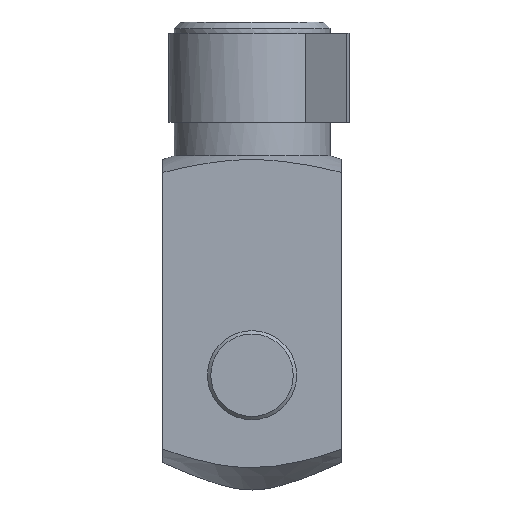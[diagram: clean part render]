
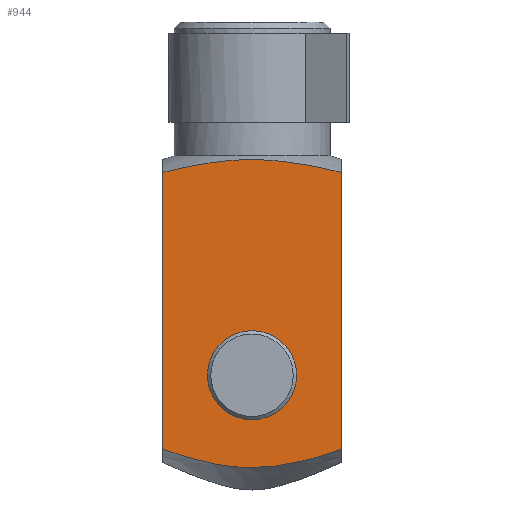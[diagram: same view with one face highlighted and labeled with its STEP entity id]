
A CAD part, front view. The second image highlights one B-rep face of the part: STEP entity #944.
In plain terms, the highlighted planar face has unit normal (0, -1, 0).
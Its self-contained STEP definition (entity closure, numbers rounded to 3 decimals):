
#16=(
BOUNDED_CURVE()
B_SPLINE_CURVE(2,(#1520,#1521,#1522),.UNSPECIFIED.,.F.,.F.)
B_SPLINE_CURVE_WITH_KNOTS((3,3),(0.,1.617),.UNSPECIFIED.)
CURVE()
GEOMETRIC_REPRESENTATION_ITEM()
RATIONAL_B_SPLINE_CURVE((1.,1.414,1.))
REPRESENTATION_ITEM('')
);
#27=(
BOUNDED_CURVE()
B_SPLINE_CURVE(2,(#1597,#1598,#1599),.UNSPECIFIED.,.F.,.F.)
B_SPLINE_CURVE_WITH_KNOTS((3,3),(0.273,2.188),
 .UNSPECIFIED.)
CURVE()
GEOMETRIC_REPRESENTATION_ITEM()
RATIONAL_B_SPLINE_CURVE((1.156,1.635,1.156))
REPRESENTATION_ITEM('')
);
#62=PLANE('',#1029);
#125=LINE('',#1545,#194);
#132=LINE('',#1603,#201);
#194=VECTOR('',#1228,24.843);
#201=VECTOR('',#1265,24.843);
#226=FACE_BOUND('',#346,.T.);
#276=FACE_OUTER_BOUND('',#345,.T.);
#345=EDGE_LOOP('',(#817,#818,#819,#820));
#346=EDGE_LOOP('',(#821));
#348=CIRCLE('',#949,4.);
#382=VERTEX_POINT('',#1270);
#446=VERTEX_POINT('',#1515);
#447=VERTEX_POINT('',#1519);
#454=VERTEX_POINT('',#1541);
#466=VERTEX_POINT('',#1593);
#467=EDGE_CURVE('',#382,#382,#348,.T.);
#559=EDGE_CURVE('',#447,#446,#16,.T.);
#568=EDGE_CURVE('',#446,#454,#125,.T.);
#585=EDGE_CURVE('',#454,#466,#27,.T.);
#587=EDGE_CURVE('',#447,#466,#132,.T.);
#817=ORIENTED_EDGE('',*,*,#559,.T.);
#818=ORIENTED_EDGE('',*,*,#568,.T.);
#819=ORIENTED_EDGE('',*,*,#585,.T.);
#820=ORIENTED_EDGE('',*,*,#587,.F.);
#821=ORIENTED_EDGE('',*,*,#467,.T.);
#944=ADVANCED_FACE('',(#276,#226),#62,.T.);
#949=AXIS2_PLACEMENT_3D('',#1271,#1035,#1036);
#1029=AXIS2_PLACEMENT_3D('',#1602,#1263,#1264);
#1035=DIRECTION('center_axis',(0.,1.,0.));
#1036=DIRECTION('ref_axis',(1.,0.,0.));
#1228=DIRECTION('',(0.,0.,-1.));
#1263=DIRECTION('center_axis',(0.,-1.,0.));
#1264=DIRECTION('ref_axis',(0.,0.,-1.));
#1265=DIRECTION('',(0.,0.,-1.));
#1270=CARTESIAN_POINT('',(-4.,-8.,-19.7));
#1271=CARTESIAN_POINT('Origin',(0.,-8.,-19.7));
#1515=CARTESIAN_POINT('',(-8.,-8.,-1.5));
#1519=CARTESIAN_POINT('',(8.,-8.,-1.5));
#1520=CARTESIAN_POINT('Ctrl Pts',(8.,-8.,-1.5));
#1521=CARTESIAN_POINT('Ctrl Pts',(0.,-8.,0.467));
#1522=CARTESIAN_POINT('Ctrl Pts',(-8.,-8.,-1.5));
#1541=CARTESIAN_POINT('',(-8.,-8.,-26.343));
#1545=CARTESIAN_POINT('',(-8.,-8.,0.));
#1593=CARTESIAN_POINT('',(8.,-8.,-26.343));
#1597=CARTESIAN_POINT('Ctrl Pts',(-8.,-8.,-26.343));
#1598=CARTESIAN_POINT('Ctrl Pts',(0.,-8.,-29.172));
#1599=CARTESIAN_POINT('Ctrl Pts',(8.,-8.,-26.343));
#1602=CARTESIAN_POINT('Origin',(-8.,-8.,0.));
#1603=CARTESIAN_POINT('',(8.,-8.,0.));
